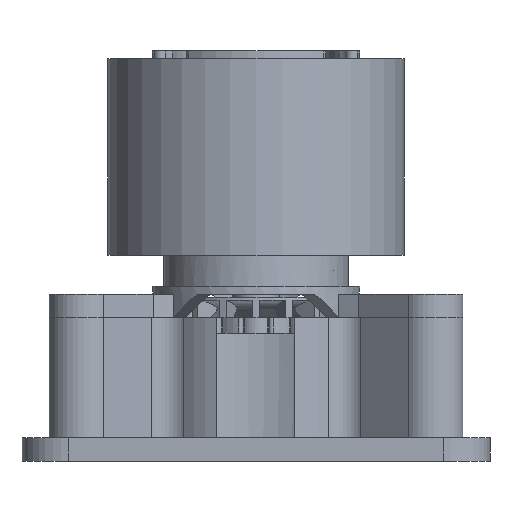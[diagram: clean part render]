
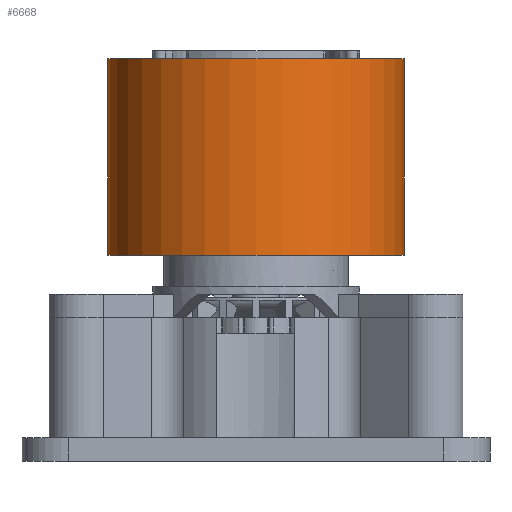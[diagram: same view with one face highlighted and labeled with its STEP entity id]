
A CAD part, front view. The second image highlights one B-rep face of the part: STEP entity #6668.
In plain terms, the highlighted cylindrical face has radius 9.5 mm (diameter 19 mm), a full revolution.
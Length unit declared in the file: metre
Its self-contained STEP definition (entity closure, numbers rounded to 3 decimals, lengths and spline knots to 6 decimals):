
#520=CIRCLE('',#7371,0.0095);
#521=CIRCLE('',#7372,0.0095);
#1256=ORIENTED_EDGE('',*,*,#3103,.T.);
#1257=ORIENTED_EDGE('',*,*,#3104,.F.);
#3103=EDGE_CURVE('',#4033,#4033,#520,.T.);
#3104=EDGE_CURVE('',#4034,#4034,#521,.T.);
#4033=VERTEX_POINT('',#10757);
#4034=VERTEX_POINT('',#10759);
#5485=EDGE_LOOP('',(#1256));
#5486=EDGE_LOOP('',(#1257));
#5985=FACE_BOUND('',#5485,.T.);
#5986=FACE_BOUND('',#5486,.T.);
#6453=CYLINDRICAL_SURFACE('',#7370,0.0095);
#6668=ADVANCED_FACE('',(#5985,#5986),#6453,.T.);
#7370=AXIS2_PLACEMENT_3D('',#10755,#8619,#8620);
#7371=AXIS2_PLACEMENT_3D('',#10756,#8621,#8622);
#7372=AXIS2_PLACEMENT_3D('',#10758,#8623,#8624);
#8619=DIRECTION('',(0.,0.,-1.));
#8620=DIRECTION('',(-1.,0.,0.));
#8621=DIRECTION('',(0.,0.,1.));
#8622=DIRECTION('',(1.,0.,0.));
#8623=DIRECTION('',(0.,0.,1.));
#8624=DIRECTION('',(1.,0.,0.));
#10755=CARTESIAN_POINT('',(0.,0.,0.0216));
#10756=CARTESIAN_POINT('',(0.,0.,0.0132));
#10757=CARTESIAN_POINT('',(0.0095,0.,0.0132));
#10758=CARTESIAN_POINT('',(0.,0.,0.0258));
#10759=CARTESIAN_POINT('',(0.0095,0.,0.0258));
